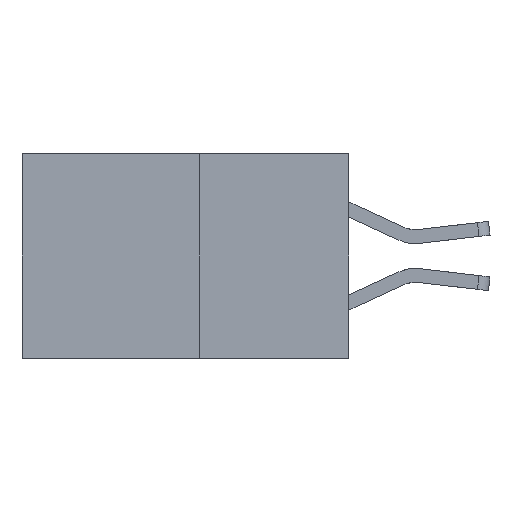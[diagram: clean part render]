
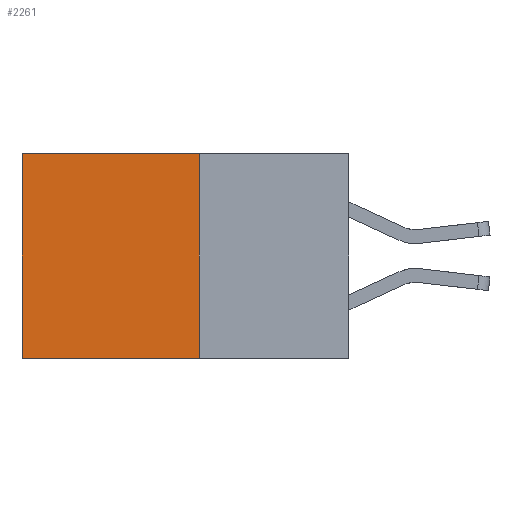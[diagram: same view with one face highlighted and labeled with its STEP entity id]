
A CAD part, left-side view. The second image highlights one B-rep face of the part: STEP entity #2261.
In plain terms, the highlighted planar face has unit normal (-1, 0, 0).
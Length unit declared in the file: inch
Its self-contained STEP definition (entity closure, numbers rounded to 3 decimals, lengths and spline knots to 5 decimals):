
#110 = EDGE_CURVE ( 'NONE', #4333, #8294, #5945, .T. ) ;
#442 = VECTOR ( 'NONE', #3623, 39.37008 ) ;
#1073 = VECTOR ( 'NONE', #7669, 39.37008 ) ;
#1247 = DIRECTION ( 'NONE',  ( 1., 0., 0. ) ) ;
#1393 = VECTOR ( 'NONE', #8358, 39.37008 ) ;
#1637 = LINE ( 'NONE', #6984, #1393 ) ;
#2261 = ADVANCED_FACE ( 'NONE', ( #7003 ), #5578, .F. ) ;
#2267 = VERTEX_POINT ( 'NONE', #4048 ) ;
#3458 = CARTESIAN_POINT ( 'NONE',  ( 0.277, 0.59, -0.37 ) ) ;
#3530 = ORIENTED_EDGE ( 'NONE', *, *, #6423, .T. ) ;
#3623 = DIRECTION ( 'NONE',  ( 0., 1., 0. ) ) ;
#3818 = ORIENTED_EDGE ( 'NONE', *, *, #110, .F. ) ;
#4048 = CARTESIAN_POINT ( 'NONE',  ( 0.277, 0.27, 0. ) ) ;
#4114 = AXIS2_PLACEMENT_3D ( 'NONE', #5423, #1247, #6968 ) ;
#4291 = VECTOR ( 'NONE', #6602, 39.37008 ) ;
#4333 = VERTEX_POINT ( 'NONE', #7299 ) ;
#4615 = EDGE_LOOP ( 'NONE', ( #3530, #3818, #7861, #4871 ) ) ;
#4860 = VERTEX_POINT ( 'NONE', #5447 ) ;
#4871 = ORIENTED_EDGE ( 'NONE', *, *, #6052, .T. ) ;
#5423 = CARTESIAN_POINT ( 'NONE',  ( 0.277, 0.27, -0.37 ) ) ;
#5447 = CARTESIAN_POINT ( 'NONE',  ( 0.277, 0.59, 0. ) ) ;
#5578 = PLANE ( 'NONE',  #4114 ) ;
#5945 = LINE ( 'NONE', #8502, #442 ) ;
#6011 = LINE ( 'NONE', #3458, #4291 ) ;
#6052 = EDGE_CURVE ( 'NONE', #2267, #4860, #6524, .T. ) ;
#6423 = EDGE_CURVE ( 'NONE', #4860, #8294, #6011, .T. ) ;
#6524 = LINE ( 'NONE', #8393, #1073 ) ;
#6602 = DIRECTION ( 'NONE',  ( 0., 0., -1. ) ) ;
#6968 = DIRECTION ( 'NONE',  ( 0., 0., -1. ) ) ;
#6984 = CARTESIAN_POINT ( 'NONE',  ( 0.277, 0.27, -0.37 ) ) ;
#7003 = FACE_OUTER_BOUND ( 'NONE', #4615, .T. ) ;
#7200 = CARTESIAN_POINT ( 'NONE',  ( 0.277, 0.59, -0.37 ) ) ;
#7299 = CARTESIAN_POINT ( 'NONE',  ( 0.277, 0.27, -0.37 ) ) ;
#7669 = DIRECTION ( 'NONE',  ( 0., 1., 0. ) ) ;
#7696 = EDGE_CURVE ( 'NONE', #2267, #4333, #1637, .T. ) ;
#7861 = ORIENTED_EDGE ( 'NONE', *, *, #7696, .F. ) ;
#8294 = VERTEX_POINT ( 'NONE', #7200 ) ;
#8358 = DIRECTION ( 'NONE',  ( 0., 0., -1. ) ) ;
#8393 = CARTESIAN_POINT ( 'NONE',  ( 0.277, 0.27, 0. ) ) ;
#8502 = CARTESIAN_POINT ( 'NONE',  ( 0.277, 0.27, -0.37 ) ) ;
